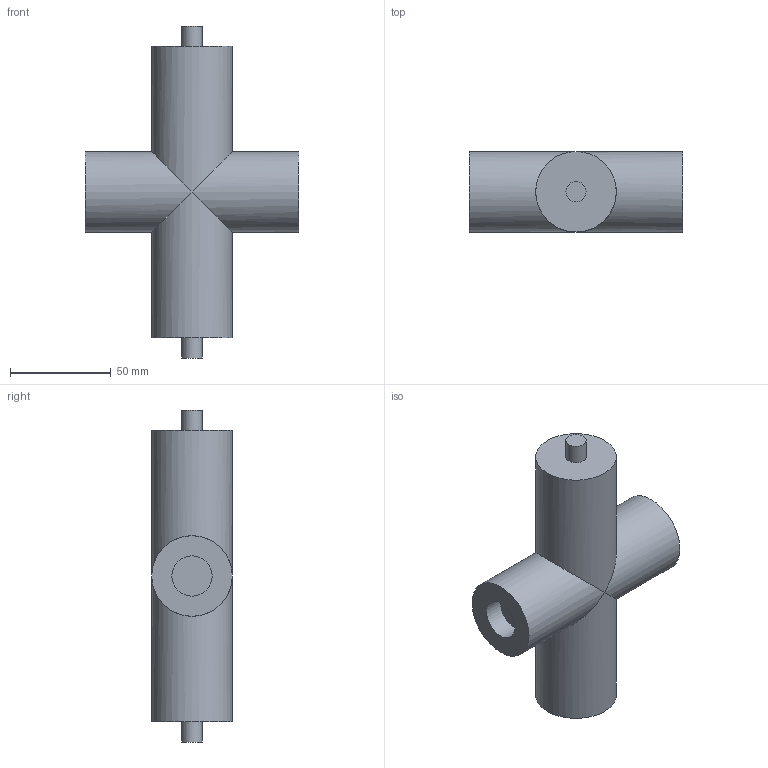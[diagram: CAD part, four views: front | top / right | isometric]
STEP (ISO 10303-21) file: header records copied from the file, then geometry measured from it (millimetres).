
FILE_DESCRIPTION(/* description */ (''),/* implementation_level */ '2;1');
FILE_NAME(/* name */ 'AERO - Arm_ipt_54056d2d.STEP',/* time_stamp */ '2021-01-21T14:33:00+11:00',/* author */ ('garciar1'),/* organization */ (''),/* preprocessor_version */ 'ST-DEVELOPER v18.1',/* originating_system */ 'Autodesk Inventor 2021',/* authorisation */ '');
FILE_SCHEMA (('AUTOMOTIVE_DESIGN { 1 0 10303 214 3 1 1 }'));
Length unit declared in the file: millimetre
Products named in the file (1): AERO - Arm
Bounding box: 106 x 40 x 165 mm (x, y, z)
Volume: 268036.9 mm3; surface area: 32053.1 mm2
Topology: 1 solids, 1 shells, 16 faces, 38 edges, 28 vertices
Faces by surface type: cylinder 8, plane 8
Full cylindrical faces by diameter (mm): 10 x2, 20 x2, 40 x4
Entity records: 557 total; most frequent: DIRECTION 102, CARTESIAN_POINT 83, ORIENTED_EDGE 76, AXIS2_PLACEMENT_3D 47, EDGE_CURVE 38, VERTEX_POINT 28, CIRCLE 24, EDGE_LOOP 20
